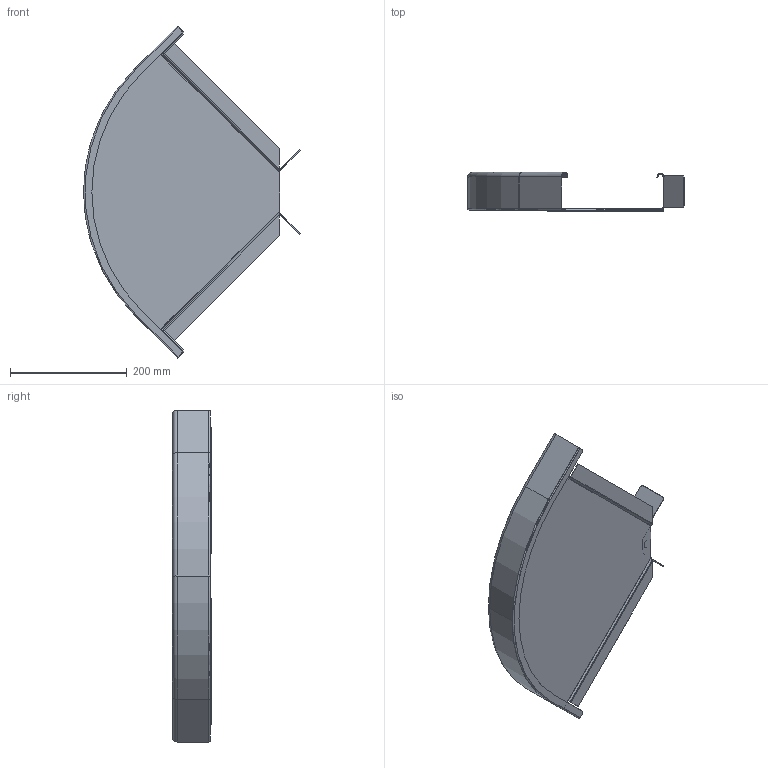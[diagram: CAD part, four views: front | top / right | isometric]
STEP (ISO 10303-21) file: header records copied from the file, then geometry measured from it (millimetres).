
FILE_DESCRIPTION((''),'2;1');
FILE_NAME('6043232_ORG_ASM','2012-06-21T',('AndreasKeweloh'),(''),'PRO/ENGINEER BY PARAMETRIC TECHNOLOGY CORPORATION, 2012060','PRO/ENGINEER BY PARAMETRIC TECHNOLOGY CORPORATION, 2012060','');
FILE_SCHEMA(('CONFIG_CONTROL_DESIGN'));
Length unit declared in the file: millimetre
Products named in the file (6): AUSSENHOLM-60-300; WINKELVERBINDER; WINKELVERBINDER-60_ASM; BODENBLECH-90_S_0-300; BOGEN-90_S_0-60X300_ASM; 6043232_ORG_ASM
Assembly tree (5 placements, depth 4):
  6043232_ORG_ASM
    BOGEN-90_S_0-60X300_ASM
      AUSSENHOLM-60-300
      WINKELVERBINDER-60_ASM
        WINKELVERBINDER
      BODENBLECH-90_S_0-300
Bounding box: 370.48 x 66.75 x 567.81 mm (x, y, z)
Volume: 207190.3 mm3; surface area: 381850.8 mm2
Topology: 3 solids, 3 shells, 137 faces, 357 edges, 223 vertices
Faces by surface type: plane 73, cylinder 40, bspline 14, torus 6, cone 4
Entity records: 5340 total; most frequent: CARTESIAN_POINT 1890, ORIENTED_EDGE 708, DIRECTION 675, EDGE_CURVE 354, VECTOR 243, LINE 243, VERTEX_POINT 223, AXIS2_PLACEMENT_3D 216
